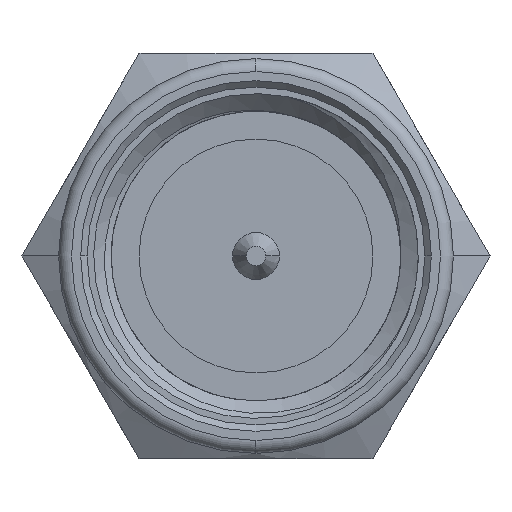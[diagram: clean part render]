
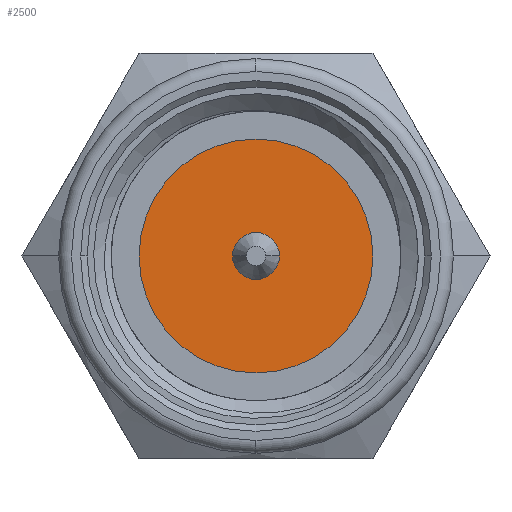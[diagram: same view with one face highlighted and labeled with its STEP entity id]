
A CAD part, left-side view. The second image highlights one B-rep face of the part: STEP entity #2500.
In plain terms, the highlighted planar face has unit normal (-1, 0, 0).
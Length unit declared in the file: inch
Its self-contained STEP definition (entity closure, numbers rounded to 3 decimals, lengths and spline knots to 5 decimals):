
#1=CARTESIAN_POINT('',(0.,0.,0.));
#2=DIRECTION('',(-1.,0.,0.));
#3=DIRECTION('',(0.,1.,0.));
#4=AXIS2_PLACEMENT_3D('',#1,#2,#3);
#6=CARTESIAN_POINT('',(0.,0.,0.));
#7=DIRECTION('',(-1.,0.,0.));
#8=DIRECTION('',(0.,-1.,0.));
#9=AXIS2_PLACEMENT_3D('',#6,#7,#8);
#11=CARTESIAN_POINT('',(0.,0.,0.));
#12=DIRECTION('',(1.,0.,0.));
#13=DIRECTION('',(0.,0.,-1.));
#14=AXIS2_PLACEMENT_3D('',#11,#12,#13);
#16=CARTESIAN_POINT('',(0.,0.,0.));
#17=DIRECTION('',(1.,0.,0.));
#18=DIRECTION('',(0.,0.,1.));
#19=AXIS2_PLACEMENT_3D('',#16,#17,#18);
#2261=CARTESIAN_POINT('',(0.,0.09,0.));
#2262=CARTESIAN_POINT('',(0.,-0.09,0.));
#2263=VERTEX_POINT('',#2261);
#2264=VERTEX_POINT('',#2262);
#2317=CARTESIAN_POINT('',(0.,0.,-0.018));
#2318=CARTESIAN_POINT('',(0.,0.,0.018));
#2319=VERTEX_POINT('',#2317);
#2320=VERTEX_POINT('',#2318);
#2483=CARTESIAN_POINT('',(0.,0.,0.));
#2484=DIRECTION('',(1.,0.,0.));
#2485=DIRECTION('',(0.,0.,-1.));
#2486=AXIS2_PLACEMENT_3D('',#2483,#2484,#2485);
#2487=PLANE('',#2486);
#2489=ORIENTED_EDGE('',*,*,#2488,.F.);
#2491=ORIENTED_EDGE('',*,*,#2490,.F.);
#2492=EDGE_LOOP('',(#2489,#2491));
#2493=FACE_OUTER_BOUND('',#2492,.F.);
#2495=ORIENTED_EDGE('',*,*,#2494,.F.);
#2497=ORIENTED_EDGE('',*,*,#2496,.F.);
#2498=EDGE_LOOP('',(#2495,#2497));
#2499=FACE_BOUND('',#2498,.F.);
#2500=ADVANCED_FACE('',(#2493,#2499),#2487,.F.);
#5=CIRCLE('',#4,0.09);
#10=CIRCLE('',#9,0.09);
#15=CIRCLE('',#14,0.018);
#20=CIRCLE('',#19,0.018);
#2488=EDGE_CURVE('',#2263,#2264,#5,.T.);
#2490=EDGE_CURVE('',#2264,#2263,#10,.T.);
#2494=EDGE_CURVE('',#2319,#2320,#15,.T.);
#2496=EDGE_CURVE('',#2320,#2319,#20,.T.);
